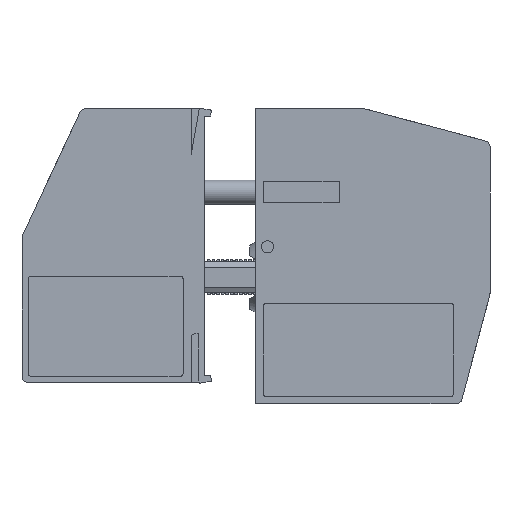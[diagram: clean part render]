
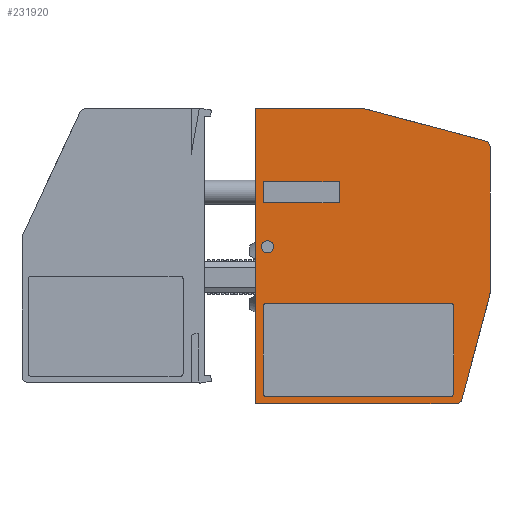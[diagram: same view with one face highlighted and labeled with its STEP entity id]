
A CAD part, left-side view. The second image highlights one B-rep face of the part: STEP entity #231920.
In plain terms, the highlighted face is planar.
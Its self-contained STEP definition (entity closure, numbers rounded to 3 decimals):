
#220540=CARTESIAN_POINT('',(-21.705,105.335,-14.9));
#220550=VERTEX_POINT('',#220540);
#221300=CARTESIAN_POINT('',(-21.705,153.835,-14.9));
#221310=VERTEX_POINT('',#221300);
#221340=CARTESIAN_POINT('',(-21.705,0.,-14.9));
#221350=DIRECTION('',(0.,-1.,0.));
#221360=VECTOR('',#221350,1.);
#221370=LINE('',#221340,#221360);
#221380=EDGE_CURVE('',#221310,#220550,#221370,.T.);
#229910=CARTESIAN_POINT('',(0.,0.,-14.9));
#229920=DIRECTION('',(0.,0.,1.));
#229930=DIRECTION('',(1.,0.,0.));
#229940=AXIS2_PLACEMENT_3D('',#229910,#229920,#229930);
#229950=PLANE('',#229940);
#229960=CARTESIAN_POINT('',(-23.605,131.135,-14.9));
#229970=DIRECTION('',(0.,0.,-1.));
#229980=DIRECTION('',(-1.,0.,0.));
#229990=AXIS2_PLACEMENT_3D('',#229960,#229970,#229980);
#230000=CIRCLE('',#229990,1.);
#230010=CARTESIAN_POINT('',(-24.605,131.135,-14.9));
#230020=VERTEX_POINT('',#230010);
#230030=CARTESIAN_POINT('',(-22.605,131.135,-14.9));
#230040=VERTEX_POINT('',#230030);
#230050=EDGE_CURVE('',#230020,#230040,#230000,.T.);
#230060=ORIENTED_EDGE('',*,*,#230050,.F.);
#230070=EDGE_CURVE('',#230040,#230020,#230000,.T.);
#230080=ORIENTED_EDGE('',*,*,#230070,.F.);
#230090=EDGE_LOOP('',(#230080,#230060));
#230100=FACE_BOUND('',#230090,.T.);
#230110=CARTESIAN_POINT('',(-54.205,0.,-14.9
));
#230120=DIRECTION('',(0.,-1.,0.));
#230130=VECTOR('',#230120,1.);
#230140=LINE('',#230110,#230130);
#230150=CARTESIAN_POINT('',(-54.205,121.335,-14.9));
#230160=VERTEX_POINT('',#230150);
#230170=CARTESIAN_POINT('',(-54.205,107.035,-14.9));
#230180=VERTEX_POINT('',#230170);
#230190=EDGE_CURVE('',#230160,#230180,#230140,.T.);
#230200=ORIENTED_EDGE('',*,*,#230190,.T.);
#230210=CARTESIAN_POINT('',(-53.705,121.335,-14.9));
#230220=DIRECTION('',(0.,0.,-1.));
#230230=DIRECTION('',(-1.,0.,0.));
#230240=AXIS2_PLACEMENT_3D('',#230210,#230220,#230230);
#230250=CIRCLE('',#230240,0.5);
#230260=CARTESIAN_POINT('',(-53.705,121.835,-14.9));
#230270=VERTEX_POINT('',#230260);
#230280=EDGE_CURVE('',#230160,#230270,#230250,.T.);
#230290=ORIENTED_EDGE('',*,*,#230280,.F.);
#230300=CARTESIAN_POINT('',(0.,121.835,-14.9));
#230310=DIRECTION('',(-1.,0.,0.));
#230320=VECTOR('',#230310,1.);
#230330=LINE('',#230300,#230320);
#230340=CARTESIAN_POINT('',(-23.405,121.835,-14.9));
#230350=VERTEX_POINT('',#230340);
#230360=EDGE_CURVE('',#230350,#230270,#230330,.T.);
#230370=ORIENTED_EDGE('',*,*,#230360,.T.);
#230380=CARTESIAN_POINT('',(-23.405,121.335,-14.9));
#230390=DIRECTION('',(0.,0.,-1.));
#230400=DIRECTION('',(-1.,0.,0.));
#230410=AXIS2_PLACEMENT_3D('',#230380,#230390,#230400);
#230420=CIRCLE('',#230410,0.5);
#230430=CARTESIAN_POINT('',(-22.905,121.335,-14.9));
#230440=VERTEX_POINT('',#230430);
#230450=EDGE_CURVE('',#230350,#230440,#230420,.T.);
#230460=ORIENTED_EDGE('',*,*,#230450,.F.);
#230470=CARTESIAN_POINT('',(-22.905,0.,-14.9));
#230480=DIRECTION('',(0.,1.,0.));
#230490=VECTOR('',#230480,1.);
#230500=LINE('',#230470,#230490);
#230510=CARTESIAN_POINT('',(-22.905,107.035,-14.9));
#230520=VERTEX_POINT('',#230510);
#230530=EDGE_CURVE('',#230520,#230440,#230500,.T.);
#230540=ORIENTED_EDGE('',*,*,#230530,.T.);
#230550=CARTESIAN_POINT('',(-23.405,107.035,-14.9));
#230560=DIRECTION('',(0.,0.,-1.));
#230570=DIRECTION('',(-1.,0.,0.));
#230580=AXIS2_PLACEMENT_3D('',#230550,#230560,#230570);
#230590=CIRCLE('',#230580,0.5);
#230600=CARTESIAN_POINT('',(-23.405,106.535,-14.9));
#230610=VERTEX_POINT('',#230600);
#230620=EDGE_CURVE('',#230520,#230610,#230590,.T.);
#230630=ORIENTED_EDGE('',*,*,#230620,.F.);
#230640=CARTESIAN_POINT('',(0.,106.535,-14.9));
#230650=DIRECTION('',(1.,0.,0.));
#230660=VECTOR('',#230650,1.);
#230670=LINE('',#230640,#230660);
#230680=CARTESIAN_POINT('',(-53.705,106.535,-14.9));
#230690=VERTEX_POINT('',#230680);
#230700=EDGE_CURVE('',#230690,#230610,#230670,.T.);
#230710=ORIENTED_EDGE('',*,*,#230700,.T.);
#230720=CARTESIAN_POINT('',(-53.705,107.035,-14.9));
#230730=DIRECTION('',(0.,0.,-1.));
#230740=DIRECTION('',(-1.,0.,0.));
#230750=AXIS2_PLACEMENT_3D('',#230720,#230730,#230740);
#230760=CIRCLE('',#230750,0.5);
#230770=EDGE_CURVE('',#230690,#230180,#230760,.T.);
#230780=ORIENTED_EDGE('',*,*,#230770,.F.);
#230790=EDGE_LOOP('',(#230780,#230710,#230630,#230540,#230460,#230370,
#230290,#230200));
#230800=FACE_BOUND('',#230790,.T.);
#230810=CARTESIAN_POINT('',(0.,141.885,-14.9));
#230820=DIRECTION('',(-1.,0.,0.));
#230830=VECTOR('',#230820,1.);
#230840=LINE('',#230810,#230830);
#230850=CARTESIAN_POINT('',(-22.905,141.885,-14.9));
#230860=VERTEX_POINT('',#230850);
#230870=CARTESIAN_POINT('',(-35.405,141.885,-14.9));
#230880=VERTEX_POINT('',#230870);
#230890=EDGE_CURVE('',#230860,#230880,#230840,.T.);
#230900=ORIENTED_EDGE('',*,*,#230890,.T.);
#230910=CARTESIAN_POINT('',(-22.905,0.,-14.9));
#230920=DIRECTION('',(0.,1.,0.));
#230930=VECTOR('',#230920,1.);
#230940=LINE('',#230910,#230930);
#230950=CARTESIAN_POINT('',(-22.905,138.385,-14.9));
#230960=VERTEX_POINT('',#230950);
#230970=EDGE_CURVE('',#230960,#230860,#230940,.T.);
#230980=ORIENTED_EDGE('',*,*,#230970,.T.);
#230990=CARTESIAN_POINT('',(0.,138.385,-14.9));
#231000=DIRECTION('',(1.,0.,0.));
#231010=VECTOR('',#231000,1.);
#231020=LINE('',#230990,#231010);
#231030=CARTESIAN_POINT('',(-35.405,138.385,-14.9));
#231040=VERTEX_POINT('',#231030);
#231050=EDGE_CURVE('',#231040,#230960,#231020,.T.);
#231060=ORIENTED_EDGE('',*,*,#231050,.T.);
#231070=CARTESIAN_POINT('',(-35.405,0.,-14.9));
#231080=DIRECTION('',(0.,-1.,0.));
#231090=VECTOR('',#231080,1.);
#231100=LINE('',#231070,#231090);
#231110=EDGE_CURVE('',#230880,#231040,#231100,.T.);
#231120=ORIENTED_EDGE('',*,*,#231110,.T.);
#231130=EDGE_LOOP('',(#231120,#231060,#230980,#230900));
#231140=FACE_BOUND('',#231130,.T.);
#231150=CARTESIAN_POINT('',(-24.248,153.835,-14.9));
#231160=DIRECTION('',(1.,0.,0.));
#231170=VECTOR('',#231160,1.);
#231180=LINE('',#231150,#231170);
#231190=CARTESIAN_POINT('',(-39.507,153.835,-14.9));
#231200=VERTEX_POINT('',#231190);
#231210=EDGE_CURVE('',#231200,#221310,#231180,.T.);
#231220=ORIENTED_EDGE('',*,*,#231210,.T.);
#231230=CARTESIAN_POINT('',(-39.507,152.335,-14.9));
#231240=DIRECTION('',(0.,0.,1.));
#231250=DIRECTION('',(1.,0.,0.));
#231260=AXIS2_PLACEMENT_3D('',#231230,#231240,#231250);
#231270=CIRCLE('',#231260,1.5);
#231280=CARTESIAN_POINT('',(-39.895,153.784,-14.9));
#231290=VERTEX_POINT('',#231280);
#231300=EDGE_CURVE('',#231200,#231290,#231270,.T.);
#231310=ORIENTED_EDGE('',*,*,#231300,.F.);
#231320=CARTESIAN_POINT('',(-59.463,148.541,-14.9));
#231330=DIRECTION('',(0.966,0.259,0.));
#231340=VECTOR('',#231330,1.);
#231350=LINE('',#231320,#231340);
#231360=CARTESIAN_POINT('',(-59.463,148.541,-14.9));
#231370=VERTEX_POINT('',#231360);
#231380=EDGE_CURVE('',#231370,#231290,#231350,.T.);
#231390=ORIENTED_EDGE('',*,*,#231380,.T.);
#231400=CARTESIAN_POINT('',(-59.205,147.575,-14.9));
#231410=DIRECTION('',(0.,0.,1.));
#231420=DIRECTION('',(1.,0.,0.));
#231430=AXIS2_PLACEMENT_3D('',#231400,#231410,#231420);
#231440=CIRCLE('',#231430,1.);
#231450=CARTESIAN_POINT('',(-60.205,147.575,-14.9));
#231460=VERTEX_POINT('',#231450);
#231470=EDGE_CURVE('',#231370,#231460,#231440,.T.);
#231480=ORIENTED_EDGE('',*,*,#231470,.F.);
#231490=CARTESIAN_POINT('',(-60.205,147.575,-14.9));
#231500=DIRECTION('',(0.,-1.,0.));
#231510=VECTOR('',#231500,1.);
#231520=LINE('',#231490,#231510);
#231530=CARTESIAN_POINT('',(-60.205,123.532,-14.9));
#231540=VERTEX_POINT('',#231530);
#231550=EDGE_CURVE('',#231460,#231540,#231520,.T.);
#231560=ORIENTED_EDGE('',*,*,#231550,.F.);
#231570=CARTESIAN_POINT('',(-58.705,123.532,-14.9));
#231580=DIRECTION('',(0.,0.,1.));
#231590=DIRECTION('',(1.,0.,0.));
#231600=AXIS2_PLACEMENT_3D('',#231570,#231580,#231590);
#231610=CIRCLE('',#231600,1.5);
#231620=CARTESIAN_POINT('',(-60.153,123.144,-14.9));
#231630=VERTEX_POINT('',#231620);
#231640=EDGE_CURVE('',#231540,#231630,#231610,.T.);
#231650=ORIENTED_EDGE('',*,*,#231640,.F.);
#231660=CARTESIAN_POINT('',(-55.58,106.076,-14.9));
#231670=DIRECTION('',(-0.259,0.966,0.));
#231680=VECTOR('',#231670,1.);
#231690=LINE('',#231660,#231680);
#231700=CARTESIAN_POINT('',(-55.58,106.076,-14.9));
#231710=VERTEX_POINT('',#231700);
#231720=EDGE_CURVE('',#231710,#231630,#231690,.T.);
#231730=ORIENTED_EDGE('',*,*,#231720,.T.);
#231740=CARTESIAN_POINT('',(-54.614,106.335,-14.9));
#231750=DIRECTION('',(0.,0.,1.));
#231760=DIRECTION('',(1.,0.,0.));
#231770=AXIS2_PLACEMENT_3D('',#231740,#231750,#231760);
#231780=CIRCLE('',#231770,1.);
#231790=CARTESIAN_POINT('',(-54.614,105.335,-14.9));
#231800=VERTEX_POINT('',#231790);
#231810=EDGE_CURVE('',#231710,#231800,#231780,.T.);
#231820=ORIENTED_EDGE('',*,*,#231810,.F.);
#231830=CARTESIAN_POINT('',(-24.084,105.335,-14.9));
#231840=DIRECTION('',(1.,0.,0.));
#231850=VECTOR('',#231840,1.);
#231860=LINE('',#231830,#231850);
#231870=EDGE_CURVE('',#231800,#220550,#231860,.T.);
#231880=ORIENTED_EDGE('',*,*,#231870,.F.);
#231890=ORIENTED_EDGE('',*,*,#221380,.T.);
#231900=EDGE_LOOP('',(#231890,#231880,#231820,#231730,#231650,#231560,
#231480,#231390,#231310,#231220));
#231910=FACE_OUTER_BOUND('',#231900,.T.);
#231920=ADVANCED_FACE('',(#230100,#230800,#231140,#231910),#229950,.F.);
